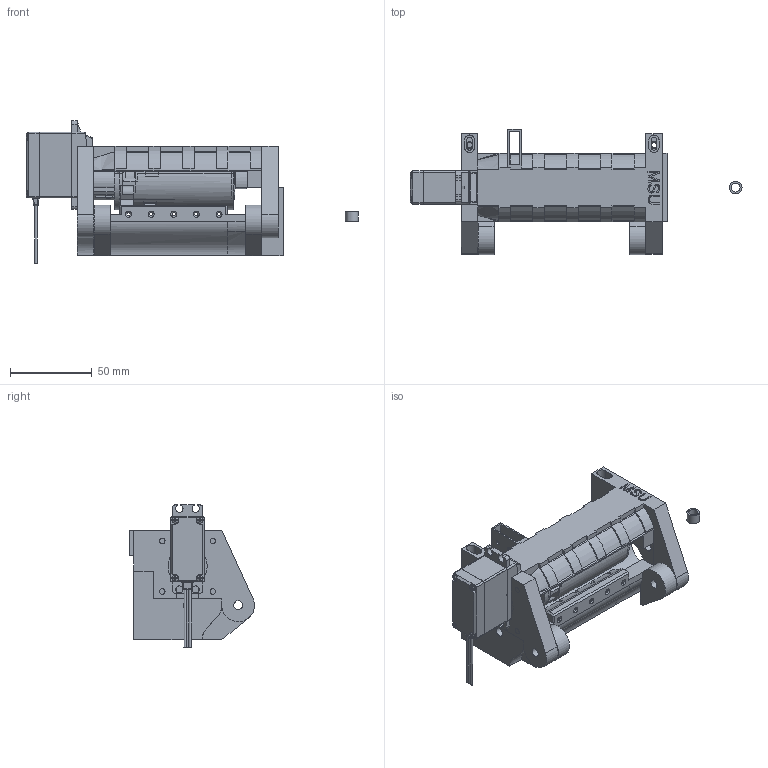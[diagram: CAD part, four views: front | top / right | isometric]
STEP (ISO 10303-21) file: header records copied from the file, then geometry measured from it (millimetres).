
FILE_DESCRIPTION(/* description */ (''),/* implementation_level */ '2;1');
FILE_NAME(/* name */ 'MSU assembly.step',/* time_stamp */ '2021-02-11T23:19:26-05:00',/* author */ (''),/* organization */ (''),/* preprocessor_version */ 'ST-DEVELOPER v18.1',/* originating_system */ 'Autodesk Translation Framework v9.7.1.1290',/* authorisation */ '');
FILE_SCHEMA (('AUTOMOTIVE_DESIGN { 1 0 10303 214 3 1 1 }'));
Products named in the file (8): MSU assembly; pulley body; Idler body stepper; Servo; Idler for servo; bearing adapter; idler stepper motor; Idler body servo
Assembly tree (7 placements, depth 2):
  MSU assembly
    pulley body
    Idler body stepper
    Servo
    Idler for servo
    bearing adapter
    idler stepper motor
    Idler body servo
Bounding box: 203.41 x 76.55 x 87.24 mm (x, y, z)
Volume: 358420.9 mm3; surface area: 131333.9 mm2
Topology: 7 solids, 8 shells, 1402 faces, 3774 edges, 2441 vertices
Faces by surface type: plane 685, cylinder 387, bspline 202, cone 59, torus 45, sphere 24
Full cylindrical faces by diameter (mm): 1.5 x3, 2.2 x10, 2.5 x1, 2.7 x4, 3 x4, 3.2 x4, 3.4 x8, 4 x5, 4.2 x2, 4.6 x2, 5 x2, 5.3 x2, 5.4 x1, 5.435 x20, 6 x4, 6.1 x1, 6.2 x4, 6.547 x15, 7.8 x1, 7.9 x12, 9 x22, 24 x1
Entity records: 55120 total; most frequent: CARTESIAN_POINT 20633, ORIENTED_EDGE 7514, DIRECTION 6669, EDGE_CURVE 3757, VERTEX_POINT 2441, AXIS2_PLACEMENT_3D 2329, LINE 2011, VECTOR 2011
